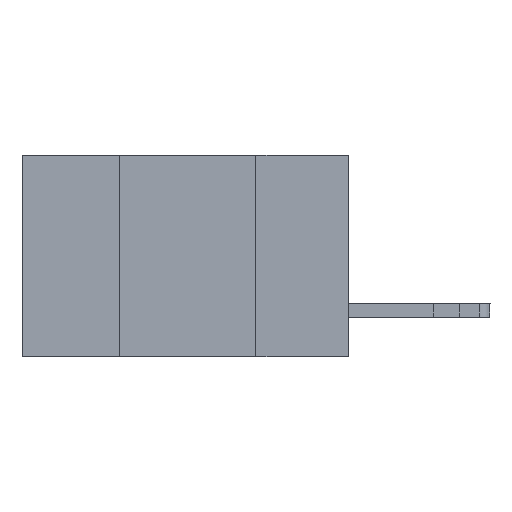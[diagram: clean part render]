
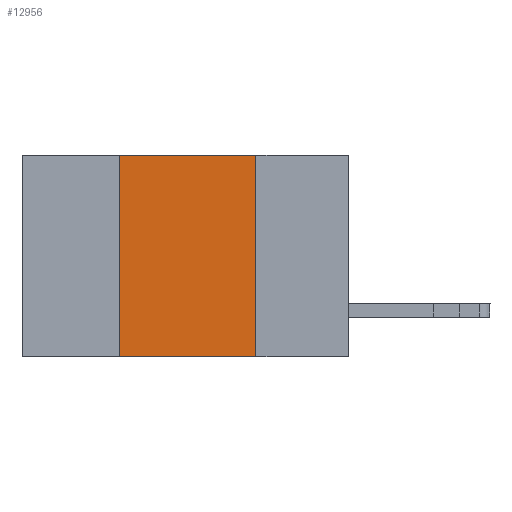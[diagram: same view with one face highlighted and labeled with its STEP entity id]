
A CAD part, left-side view. The second image highlights one B-rep face of the part: STEP entity #12956.
In plain terms, the highlighted planar face has unit normal (-1, 0, 0).
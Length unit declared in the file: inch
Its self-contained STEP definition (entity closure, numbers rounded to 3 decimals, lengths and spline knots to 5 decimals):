
#1418 = EDGE_CURVE ( 'NONE', #19425, #3532, #5804, .T. ) ;
#2212 = ORIENTED_EDGE ( 'NONE', *, *, #3811, .F. ) ;
#2575 = DIRECTION ( 'NONE',  ( 0., 0., 1. ) ) ;
#2799 = CARTESIAN_POINT ( 'NONE',  ( 0., 0.42, -0.37 ) ) ;
#2920 = CARTESIAN_POINT ( 'NONE',  ( 0., 0.42, 0. ) ) ;
#3048 = EDGE_CURVE ( 'NONE', #11829, #16565, #4632, .T. ) ;
#3532 = VERTEX_POINT ( 'NONE', #14873 ) ;
#3761 = CARTESIAN_POINT ( 'NONE',  ( 0., 0.17, -0.37 ) ) ;
#3771 = AXIS2_PLACEMENT_3D ( 'NONE', #10399, #17219, #7128 ) ;
#3811 = EDGE_CURVE ( 'NONE', #3532, #16565, #20629, .T. ) ;
#4104 = VECTOR ( 'NONE', #15544, 39.37008 ) ;
#4632 = LINE ( 'NONE', #21440, #4104 ) ;
#4960 = DIRECTION ( 'NONE',  ( 0., -1., 0. ) ) ;
#5016 = ORIENTED_EDGE ( 'NONE', *, *, #3048, .T. ) ;
#5372 = PLANE ( 'NONE',  #3771 ) ;
#5804 = LINE ( 'NONE', #9816, #18196 ) ;
#6570 = EDGE_CURVE ( 'NONE', #11829, #19425, #21585, .T. ) ;
#7128 = DIRECTION ( 'NONE',  ( 0., 0., -1. ) ) ;
#7296 = VECTOR ( 'NONE', #11934, 39.37008 ) ;
#9195 = ORIENTED_EDGE ( 'NONE', *, *, #6570, .F. ) ;
#9816 = CARTESIAN_POINT ( 'NONE',  ( 0., 0.6, 0. ) ) ;
#10096 = FACE_OUTER_BOUND ( 'NONE', #14099, .T. ) ;
#10399 = CARTESIAN_POINT ( 'NONE',  ( 0., 0.6, 0. ) ) ;
#10985 = CARTESIAN_POINT ( 'NONE',  ( 0., 0.42, -0.37 ) ) ;
#11829 = VERTEX_POINT ( 'NONE', #10985 ) ;
#11934 = DIRECTION ( 'NONE',  ( 0., 0., -1. ) ) ;
#12103 = CARTESIAN_POINT ( 'NONE',  ( 0., 0.17, -0.37 ) ) ;
#12956 = ADVANCED_FACE ( 'NONE', ( #10096 ), #5372, .F. ) ;
#13647 = ORIENTED_EDGE ( 'NONE', *, *, #1418, .F. ) ;
#14099 = EDGE_LOOP ( 'NONE', ( #2212, #13647, #9195, #5016 ) ) ;
#14873 = CARTESIAN_POINT ( 'NONE',  ( 0., 0.17, 0. ) ) ;
#15544 = DIRECTION ( 'NONE',  ( 0., -1., 0. ) ) ;
#16565 = VERTEX_POINT ( 'NONE', #3761 ) ;
#17219 = DIRECTION ( 'NONE',  ( 1., 0., 0. ) ) ;
#17260 = VECTOR ( 'NONE', #2575, 39.37008 ) ;
#18196 = VECTOR ( 'NONE', #4960, 39.37008 ) ;
#19425 = VERTEX_POINT ( 'NONE', #2920 ) ;
#20629 = LINE ( 'NONE', #12103, #7296 ) ;
#21440 = CARTESIAN_POINT ( 'NONE',  ( 0., 0.6, -0.37 ) ) ;
#21585 = LINE ( 'NONE', #2799, #17260 ) ;
